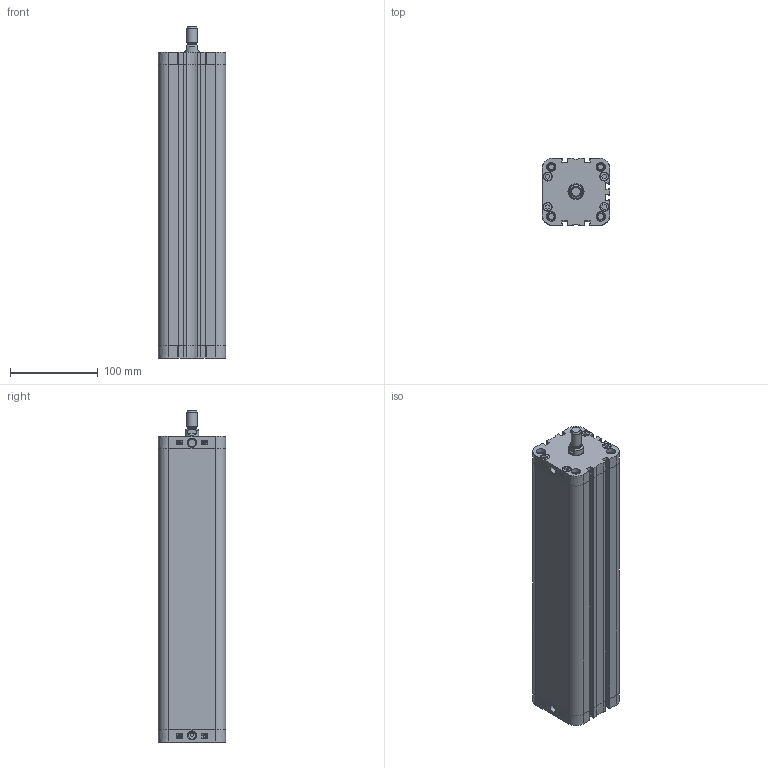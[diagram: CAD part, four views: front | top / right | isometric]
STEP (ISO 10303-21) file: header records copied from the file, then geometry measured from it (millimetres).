
FILE_DESCRIPTION((''),'2;1');
FILE_NAME('PDM063.300.GS.M.stp','2014-01-15T16:04:10',('carlo.corazza'),(''),'Autodesk Inventor 2012','Autodesk Inventor 2012','');
FILE_SCHEMA(('AUTOMOTIVE_DESIGN { 1 0 10303 214 1 1 1 1 }'));
Length unit declared in the file: millimetre
Products named in the file (5): PDM063..GS.M; TP; TA; STELO-300; CORPO-300
Assembly tree (4 placements, depth 2):
  PDM063..GS.M
    TP
    TA
    STELO-300
    CORPO-300
Bounding box: 77 x 77 x 379 mm (x, y, z)
Volume: 1002599.2 mm3; surface area: 241395.2 mm2
Topology: 4 solids, 4 shells, 745 faces, 1948 edges, 1284 vertices
Faces by surface type: plane 351, cylinder 201, bspline 136, cone 36, torus 21
Full cylindrical faces by diameter (mm): 4 x1, 6.647 x9, 8.566 x2, 9.8 x8, 10 x1, 10.3 x8, 10.5 x8, 12 x2, 16 x1, 16.54 x1, 17.7 x1, 18 x1, 20.5 x1, 63 x1
Entity records: 23831 total; most frequent: CARTESIAN_POINT 6009, ORIENTED_EDGE 3702, DIRECTION 3258, EDGE_CURVE 1851, VERTEX_POINT 1277, VECTOR 1096, LINE 1096, AXIS2_PLACEMENT_3D 1081
